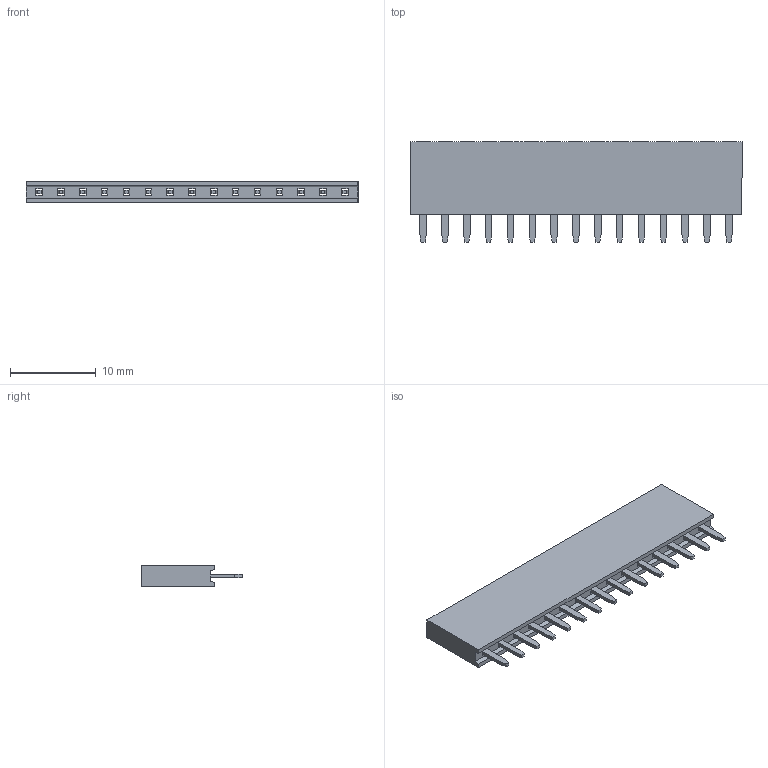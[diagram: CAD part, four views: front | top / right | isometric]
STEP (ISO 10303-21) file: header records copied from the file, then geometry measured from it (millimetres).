
FILE_DESCRIPTION (( 'STEP AP214' ), '1' );
FILE_NAME ('PPTC151LFBN-RC.STEP', '2022-03-14T22:02:55', ( '' ), ( '' ), 'SwSTEP 2.0', 'SolidWorks 2017', '' );
FILE_SCHEMA (( 'AUTOMOTIVE_DESIGN' ));
Length unit declared in the file: inch
Products named in the file (1): PPTC151LFBN-RC
Bounding box: 38.61 x 11.71 x 2.54 mm (x, y, z)
Volume: 766.9 mm3; surface area: 1633.4 mm2
Topology: 16 solids, 16 shells, 355 faces, 909 edges, 586 vertices
Faces by surface type: plane 265, cylinder 90
Entity records: 12578 total; most frequent: CARTESIAN_POINT 1851, ORIENTED_EDGE 1818, DIRECTION 1801, EDGE_CURVE 909, LINE 729, VECTOR 729, VERTEX_POINT 586, AXIS2_PLACEMENT_3D 536
